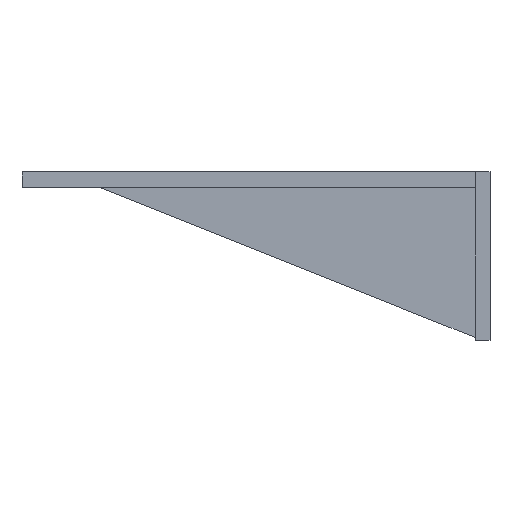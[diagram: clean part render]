
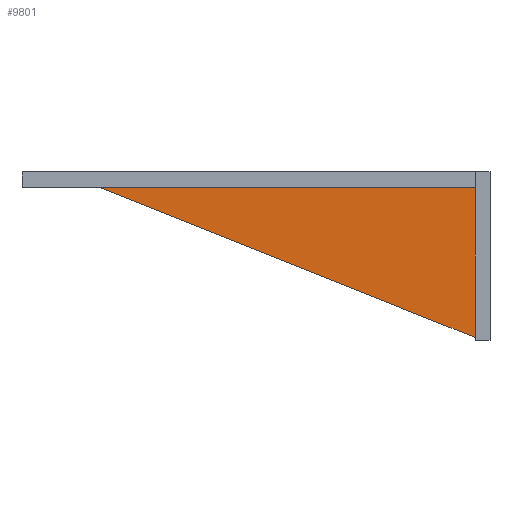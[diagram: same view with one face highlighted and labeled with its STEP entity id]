
A CAD part, front view. The second image highlights one B-rep face of the part: STEP entity #9801.
In plain terms, the highlighted planar face has unit normal (0, -1, 0).
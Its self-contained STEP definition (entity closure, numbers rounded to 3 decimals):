
#345 = CARTESIAN_POINT ( 'NONE',  ( 91.201, -46.494, 237.75 ) ) ;
#751 = VECTOR ( 'NONE', #7236, 1000. ) ;
#1241 = VERTEX_POINT ( 'NONE', #9291 ) ;
#1347 = DIRECTION ( 'NONE',  ( 0., 0., -1. ) ) ;
#1986 = EDGE_CURVE ( 'NONE', #15293, #12690, #4991, .T. ) ;
#2387 = AXIS2_PLACEMENT_3D ( 'NONE', #345, #17280, #13300 ) ;
#3363 = EDGE_LOOP ( 'NONE', ( #11426, #4603, #7716 ) ) ;
#3405 = DIRECTION ( 'NONE',  ( -0.928, 0., 0.371 ) ) ;
#4603 = ORIENTED_EDGE ( 'NONE', *, *, #1986, .F. ) ;
#4743 = VECTOR ( 'NONE', #1347, 1000. ) ;
#4771 = CARTESIAN_POINT ( 'NONE',  ( -108.799, -46.494, 237.75 ) ) ;
#4991 = LINE ( 'NONE', #10437, #9957 ) ;
#7236 = DIRECTION ( 'NONE',  ( 1., 0., 0. ) ) ;
#7390 = FACE_OUTER_BOUND ( 'NONE', #3363, .T. ) ;
#7716 = ORIENTED_EDGE ( 'NONE', *, *, #10119, .F. ) ;
#8393 = LINE ( 'NONE', #14041, #4743 ) ;
#8401 = EDGE_CURVE ( 'NONE', #12690, #1241, #16099, .T. ) ;
#9291 = CARTESIAN_POINT ( 'NONE',  ( 91.201, -46.494, 237.75 ) ) ;
#9801 = ADVANCED_FACE ( 'NONE', ( #7390 ), #13038, .F. ) ;
#9957 = VECTOR ( 'NONE', #3405, 1000. ) ;
#10119 = EDGE_CURVE ( 'NONE', #1241, #15293, #8393, .T. ) ;
#10272 = CARTESIAN_POINT ( 'NONE',  ( -108.799, -46.494, 237.75 ) ) ;
#10437 = CARTESIAN_POINT ( 'NONE',  ( 91.201, -46.494, 157.75 ) ) ;
#11426 = ORIENTED_EDGE ( 'NONE', *, *, #8401, .F. ) ;
#12690 = VERTEX_POINT ( 'NONE', #4771 ) ;
#13038 = PLANE ( 'NONE',  #2387 ) ;
#13139 = CARTESIAN_POINT ( 'NONE',  ( 91.201, -46.494, 157.75 ) ) ;
#13300 = DIRECTION ( 'NONE',  ( 0., 0., 1. ) ) ;
#14041 = CARTESIAN_POINT ( 'NONE',  ( 91.201, -46.494, 237.75 ) ) ;
#15293 = VERTEX_POINT ( 'NONE', #13139 ) ;
#16099 = LINE ( 'NONE', #10272, #751 ) ;
#17280 = DIRECTION ( 'NONE',  ( 0., 1., 0. ) ) ;
